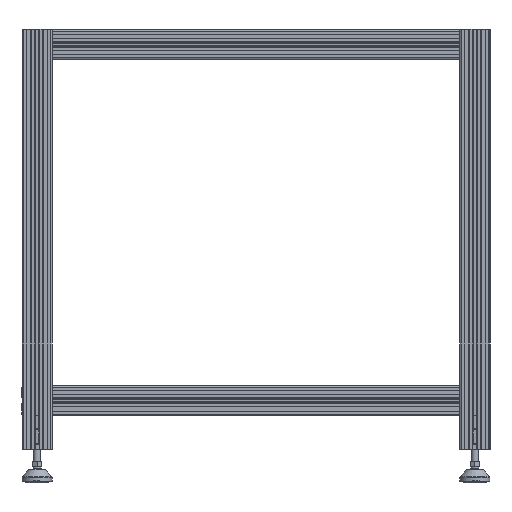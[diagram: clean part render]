
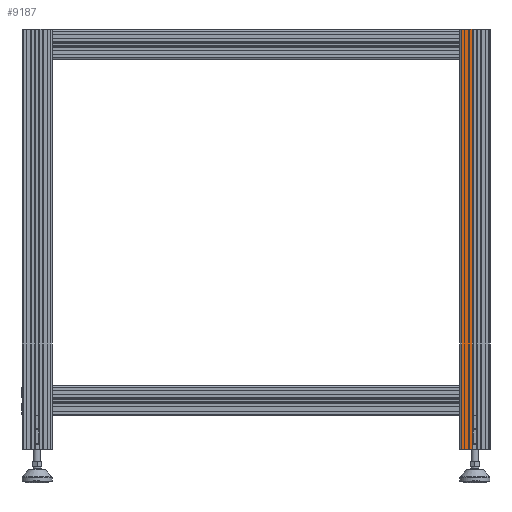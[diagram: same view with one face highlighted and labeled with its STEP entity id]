
A CAD part, left-side view. The second image highlights one B-rep face of the part: STEP entity #9187.
In plain terms, the highlighted planar face has unit normal (-1, 0, 0).
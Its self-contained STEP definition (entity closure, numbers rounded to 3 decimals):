
#181=PLANE('',#9947);
#857=LINE('',#13630,#1743);
#991=LINE('',#14067,#1877);
#992=LINE('',#14068,#1878);
#993=LINE('',#14069,#1879);
#1743=VECTOR('',#10789,10.);
#1877=VECTOR('',#11209,10.);
#1878=VECTOR('',#11210,10.);
#1879=VECTOR('',#11211,10.);
#2868=FACE_OUTER_BOUND('',#3338,.T.);
#3338=EDGE_LOOP('',(#6876,#6877,#6878,#6879));
#4268=VERTEX_POINT('',#13627);
#4269=VERTEX_POINT('',#13629);
#4428=VERTEX_POINT('',#14065);
#4429=VERTEX_POINT('',#14066);
#5170=EDGE_CURVE('',#4269,#4268,#857,.T.);
#5390=EDGE_CURVE('',#4428,#4429,#991,.T.);
#5391=EDGE_CURVE('',#4269,#4429,#992,.T.);
#5392=EDGE_CURVE('',#4428,#4268,#993,.T.);
#6876=ORIENTED_EDGE('',*,*,#5390,.T.);
#6877=ORIENTED_EDGE('',*,*,#5391,.F.);
#6878=ORIENTED_EDGE('',*,*,#5170,.T.);
#6879=ORIENTED_EDGE('',*,*,#5392,.F.);
#9187=ADVANCED_FACE('',(#2868),#181,.T.);
#9947=AXIS2_PLACEMENT_3D('',#14064,#11207,#11208);
#10789=DIRECTION('',(0.,-1.,0.));
#11207=DIRECTION('center_axis',(-1.,0.,0.));
#11208=DIRECTION('ref_axis',(0.,0.,1.));
#11209=DIRECTION('',(0.,1.,0.));
#11210=DIRECTION('',(0.,0.,1.));
#11211=DIRECTION('',(0.,0.,-1.));
#13627=CARTESIAN_POINT('',(-22.5,4.4,-314.));
#13629=CARTESIAN_POINT('',(-22.5,20.,-314.));
#13630=CARTESIAN_POINT('',(-22.5,20.,-314.));
#14064=CARTESIAN_POINT('Origin',(-22.5,4.4,0.));
#14065=CARTESIAN_POINT('',(-22.5,4.4,314.));
#14066=CARTESIAN_POINT('',(-22.5,20.,314.));
#14067=CARTESIAN_POINT('',(-22.5,20.,314.));
#14068=CARTESIAN_POINT('',(-22.5,20.,0.));
#14069=CARTESIAN_POINT('',(-22.5,4.4,0.));
